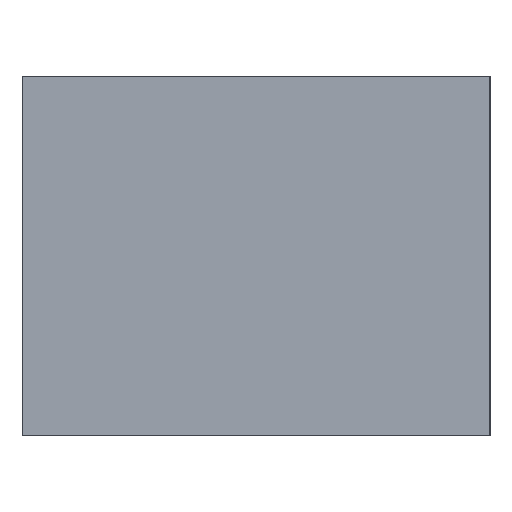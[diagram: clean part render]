
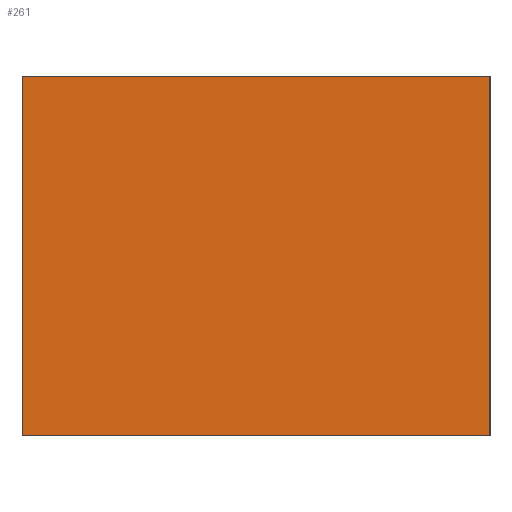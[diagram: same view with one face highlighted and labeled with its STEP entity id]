
A CAD part, left-side view. The second image highlights one B-rep face of the part: STEP entity #261.
In plain terms, the highlighted planar face has unit normal (-1, 0, 0).
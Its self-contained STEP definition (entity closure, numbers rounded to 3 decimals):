
#15=FACE_OUTER_BOUND('',#29,.T.);
#29=EDGE_LOOP('',(#175,#176,#177,#178));
#43=LINE('',#382,#79);
#44=LINE('',#384,#80);
#45=LINE('',#386,#81);
#46=LINE('',#387,#82);
#79=VECTOR('',#316,10.);
#80=VECTOR('',#317,10.);
#81=VECTOR('',#318,10.);
#82=VECTOR('',#319,10.);
#115=VERTEX_POINT('',#380);
#116=VERTEX_POINT('',#381);
#117=VERTEX_POINT('',#383);
#118=VERTEX_POINT('',#385);
#139=EDGE_CURVE('',#115,#116,#43,.T.);
#140=EDGE_CURVE('',#115,#117,#44,.T.);
#141=EDGE_CURVE('',#118,#117,#45,.T.);
#142=EDGE_CURVE('',#116,#118,#46,.T.);
#175=ORIENTED_EDGE('',*,*,#139,.F.);
#176=ORIENTED_EDGE('',*,*,#140,.T.);
#177=ORIENTED_EDGE('',*,*,#141,.F.);
#178=ORIENTED_EDGE('',*,*,#142,.F.);
#247=PLANE('',#298);
#261=ADVANCED_FACE('',(#15),#247,.F.);
#298=AXIS2_PLACEMENT_3D('',#379,#314,#315);
#314=DIRECTION('center_axis',(1.,0.,0.));
#315=DIRECTION('ref_axis',(0.,-1.,0.));
#316=DIRECTION('',(0.,1.,0.));
#317=DIRECTION('',(0.,0.,1.));
#318=DIRECTION('',(0.,-1.,0.));
#319=DIRECTION('',(0.,0.,1.));
#379=CARTESIAN_POINT('Origin',(7.8,0.,12.));
#380=CARTESIAN_POINT('',(7.8,-15.6,0.));
#381=CARTESIAN_POINT('',(7.8,0.,0.));
#382=CARTESIAN_POINT('',(7.8,-3.9,0.));
#383=CARTESIAN_POINT('',(7.8,-15.6,12.));
#384=CARTESIAN_POINT('',(7.8,-15.6,0.));
#385=CARTESIAN_POINT('',(7.8,0.,12.));
#386=CARTESIAN_POINT('',(7.8,-3.9,12.));
#387=CARTESIAN_POINT('',(7.8,0.,0.));
